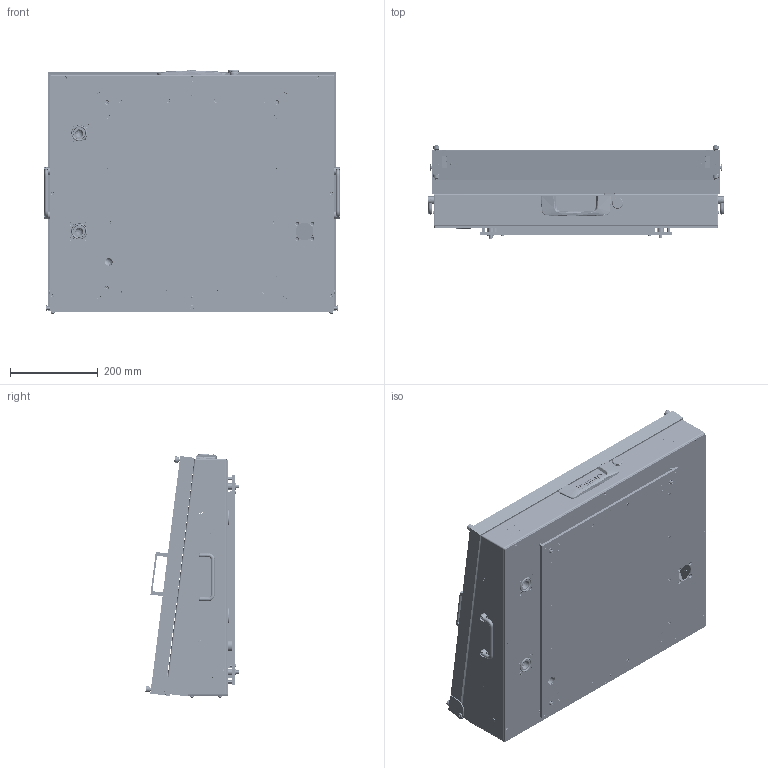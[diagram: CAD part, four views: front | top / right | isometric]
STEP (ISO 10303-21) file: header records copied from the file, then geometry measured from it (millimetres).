
FILE_DESCRIPTION (( 'STEP AP214' ), '1' );
FILE_NAME ('INGUN_114661.STEP', '2025-07-16T06:18:53', ( '' ), ( '' ), 'SwSTEP 2.0', 'SolidWorks 2023', '' );
FILE_SCHEMA (( 'AUTOMOTIVE_DESIGN' ));
Length unit declared in the file: millimetre
Products named in the file (85): 116283~0_S; 8078~0_flexibel <Standard>; DIN_6799_-_A2~n_d 5; DIN125~n_05,3 M05,0 Fase; 17999~0; 1607~1; 116542~2_S; DIN912~n_M04,0x016; 11655~0; 116128~1_S; 32171~1_S; 113535~1_S; 49317~0; 115110~3_KUNDE<S>; ISO7380~n_M04,0x006; 115768~1_S; 116282~0_S; 8078_1~0; 114196~0; DIN7991~n_M03,0x008; 2229~6; 112026~0_Mitte<S>; 2196~7; 11683~0; 113758~2_S; INGUN_114661; DIN125~n_04,3 M04,0; SKB-II~skii_M4,0x10 St; 116284~0_S; 113760~4_S; 14042~0_S; 114364~0_S; 19420~3; DIN985-A2~n_M04,0; 113759~2_S; 17459~0_S; ISO7380~n_M03,0x006; DIN934~n_M04,0 A2; 17966~1_S; 116281~0_S ...
Assembly tree (209 placements, depth 5):
  INGUN_114661
    113786~5_S
      113787~3_S
      32171~1_S
      112024~0_S
      112025~4_S
      DIN125~n_04,3 M04,0
      DIN985-A2~n_M04,0
      DIN912~n_M04,0x016
      112026~0_Mitte<S>
      112992~2_S  x2
      49317~0  x2
      ISO7380~n_M03,0x005
      114196~0  x2
        114196_001~0
        114196_002~0
        114196_003~0
        114196_004~0_S
      114364~0_S
      DIN934~n_M04,0 A2
      116832~0_S
        116542~2_S
        DIN913~n_M03,0x06
        114364~0_S
    113757~6_KUNDE<S>
      115768~1_S
        113758~2_S
        Gewindebuchse~n_M04-07,5 offen  x4
        Gewindebuchse~n_M04-05,0 geschlossen  x7
      113759~2_S
      113760~4_S
      107216~2_KUNDE<S>
        107216_einteilig~2_KUNDE<S>
      105791~0  x4
      ASR~asr_Øi05,2x03xØa10  x12
      112838~2_S  x4
      116128~1_S  x2
      116281~0_S  x2
        116282~0_S
          116283~0_S
          DIN125~n_05,3 M05,0 Fase
          116284~0_S
        49317~0
        ISO7380~n_M04,0x006
      DIN7~n_04,0m6x006  x2
      42751~1_S
      1607~1  x2
      ISO7380~n_M04,0x012  x4
      19420~3
      11657~0
      11655~0
      11683~0
      ISO7380~n_M03,0x006  x8
      DIN985-A2~n_M04,0  x2
      DIN_6799_-_A2~n_d 5  x4
      2196~7  x2
      DIN7991~n_M04,0x012  x2
      2229~6  x2
      5332~0  x2
      INFO_4562~3_Typenschild 1010
Bounding box: 674 x 212.54 x 555.1 mm (x, y, z)
Volume: 8944233.9 mm3; surface area: 3637748.4 mm2
Topology: 228 solids, 228 shells, 10467 faces, 24973 edges, 15359 vertices
Faces by surface type: cylinder 3540, plane 3524, bspline 2399, cone 656, torus 322, sphere 26
Entity records: 244227 total; most frequent: CARTESIAN_POINT 127522, ORIENTED_EDGE 26248, DIRECTION 17858, EDGE_CURVE 13124, VERTEX_POINT 7851, AXIS2_PLACEMENT_3D 6746, EDGE_LOOP 6251, ADVANCED_FACE 5612
